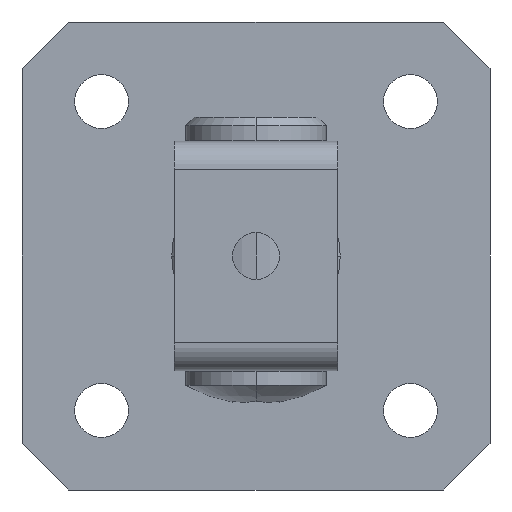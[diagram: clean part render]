
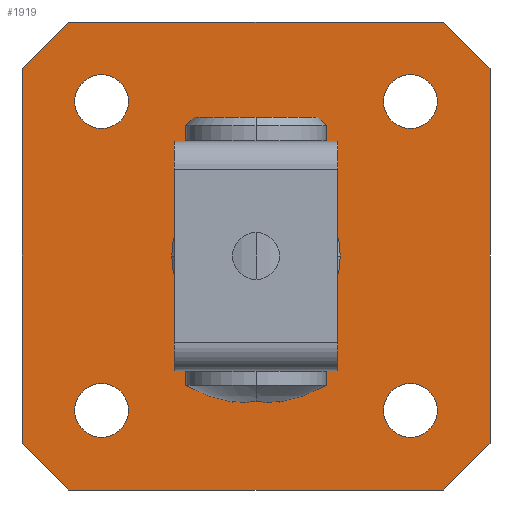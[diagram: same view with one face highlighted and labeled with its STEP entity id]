
A CAD part, left-side view. The second image highlights one B-rep face of the part: STEP entity #1919.
In plain terms, the highlighted planar face has unit normal (-1, 0, 0).
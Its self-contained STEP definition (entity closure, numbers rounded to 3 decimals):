
#1326=CARTESIAN_POINT('',(71.,0.,0.));
#1327=DIRECTION('',(-1.,0.,0.));
#1328=DIRECTION('',(0.,-1.,0.));
#1329=AXIS2_PLACEMENT_3D('',#1326,#1327,#1328);
#1331=CARTESIAN_POINT('',(71.,0.,0.));
#1332=DIRECTION('',(-1.,0.,0.));
#1333=DIRECTION('',(0.,1.,0.));
#1334=AXIS2_PLACEMENT_3D('',#1331,#1332,#1333);
#1336=CARTESIAN_POINT('',(71.,-33.,-33.));
#1337=DIRECTION('',(-1.,0.,0.));
#1338=DIRECTION('',(0.,-1.,0.));
#1339=AXIS2_PLACEMENT_3D('',#1336,#1337,#1338);
#1341=CARTESIAN_POINT('',(71.,-33.,-33.));
#1342=DIRECTION('',(-1.,0.,0.));
#1343=DIRECTION('',(0.,1.,0.));
#1344=AXIS2_PLACEMENT_3D('',#1341,#1342,#1343);
#1346=CARTESIAN_POINT('',(71.,-33.,33.));
#1347=DIRECTION('',(-1.,0.,0.));
#1348=DIRECTION('',(0.,0.,1.));
#1349=AXIS2_PLACEMENT_3D('',#1346,#1347,#1348);
#1351=CARTESIAN_POINT('',(71.,-33.,33.));
#1352=DIRECTION('',(-1.,0.,0.));
#1353=DIRECTION('',(0.,0.,-1.));
#1354=AXIS2_PLACEMENT_3D('',#1351,#1352,#1353);
#1356=CARTESIAN_POINT('',(71.,33.,33.));
#1357=DIRECTION('',(-1.,0.,0.));
#1358=DIRECTION('',(0.,1.,0.));
#1359=AXIS2_PLACEMENT_3D('',#1356,#1357,#1358);
#1361=CARTESIAN_POINT('',(71.,33.,33.));
#1362=DIRECTION('',(-1.,0.,0.));
#1363=DIRECTION('',(0.,-1.,0.));
#1364=AXIS2_PLACEMENT_3D('',#1361,#1362,#1363);
#1366=CARTESIAN_POINT('',(71.,33.,-33.));
#1367=DIRECTION('',(-1.,0.,0.));
#1368=DIRECTION('',(0.,0.,-1.));
#1369=AXIS2_PLACEMENT_3D('',#1366,#1367,#1368);
#1371=CARTESIAN_POINT('',(71.,33.,-33.));
#1372=DIRECTION('',(-1.,0.,0.));
#1373=DIRECTION('',(0.,0.,1.));
#1374=AXIS2_PLACEMENT_3D('',#1371,#1372,#1373);
#1376=DIRECTION('',(0.,-0.707,0.707));
#1377=VECTOR('',#1376,14.142);
#1378=CARTESIAN_POINT('',(71.,-40.,-50.));
#1379=LINE('',#1378,#1377);
#1380=DIRECTION('',(0.,1.,0.));
#1381=VECTOR('',#1380,80.);
#1382=CARTESIAN_POINT('',(71.,-40.,-50.));
#1383=LINE('',#1382,#1381);
#1384=DIRECTION('',(0.,-0.707,-0.707));
#1385=VECTOR('',#1384,14.142);
#1386=CARTESIAN_POINT('',(71.,50.,-40.));
#1387=LINE('',#1386,#1385);
#1388=DIRECTION('',(0.,0.,1.));
#1389=VECTOR('',#1388,80.);
#1390=CARTESIAN_POINT('',(71.,50.,-40.));
#1391=LINE('',#1390,#1389);
#1392=DIRECTION('',(0.,0.707,-0.707));
#1393=VECTOR('',#1392,14.142);
#1394=CARTESIAN_POINT('',(71.,40.,50.));
#1395=LINE('',#1394,#1393);
#1396=DIRECTION('',(0.,-1.,0.));
#1397=VECTOR('',#1396,80.);
#1398=CARTESIAN_POINT('',(71.,40.,50.));
#1399=LINE('',#1398,#1397);
#1400=DIRECTION('',(0.,0.707,0.707));
#1401=VECTOR('',#1400,14.142);
#1402=CARTESIAN_POINT('',(71.,-50.,40.));
#1403=LINE('',#1402,#1401);
#1404=DIRECTION('',(0.,0.,-1.));
#1405=VECTOR('',#1404,80.);
#1406=CARTESIAN_POINT('',(71.,-50.,40.));
#1407=LINE('',#1406,#1405);
#1568=CARTESIAN_POINT('',(71.,-18.,0.));
#1569=CARTESIAN_POINT('',(71.,18.,0.));
#1570=VERTEX_POINT('',#1568);
#1571=VERTEX_POINT('',#1569);
#1584=CARTESIAN_POINT('',(71.,-38.75,-33.));
#1585=CARTESIAN_POINT('',(71.,-27.25,-33.));
#1586=VERTEX_POINT('',#1584);
#1587=VERTEX_POINT('',#1585);
#1592=CARTESIAN_POINT('',(71.,-33.,38.75));
#1593=CARTESIAN_POINT('',(71.,-33.,27.25));
#1594=VERTEX_POINT('',#1592);
#1595=VERTEX_POINT('',#1593);
#1600=CARTESIAN_POINT('',(71.,38.75,33.));
#1601=CARTESIAN_POINT('',(71.,27.25,33.));
#1602=VERTEX_POINT('',#1600);
#1603=VERTEX_POINT('',#1601);
#1608=CARTESIAN_POINT('',(71.,33.,-38.75));
#1609=CARTESIAN_POINT('',(71.,33.,-27.25));
#1610=VERTEX_POINT('',#1608);
#1611=VERTEX_POINT('',#1609);
#1616=CARTESIAN_POINT('',(71.,-40.,-50.));
#1617=CARTESIAN_POINT('',(71.,-50.,-40.));
#1618=VERTEX_POINT('',#1616);
#1619=VERTEX_POINT('',#1617);
#1624=CARTESIAN_POINT('',(71.,50.,-40.));
#1625=CARTESIAN_POINT('',(71.,40.,-50.));
#1626=VERTEX_POINT('',#1624);
#1627=VERTEX_POINT('',#1625);
#1632=CARTESIAN_POINT('',(71.,-50.,40.));
#1633=CARTESIAN_POINT('',(71.,-40.,50.));
#1634=VERTEX_POINT('',#1632);
#1635=VERTEX_POINT('',#1633);
#1640=CARTESIAN_POINT('',(71.,40.,50.));
#1641=CARTESIAN_POINT('',(71.,50.,40.));
#1642=VERTEX_POINT('',#1640);
#1643=VERTEX_POINT('',#1641);
#1867=CARTESIAN_POINT('',(71.,0.,0.));
#1868=DIRECTION('',(1.,0.,0.));
#1869=DIRECTION('',(0.,-1.,0.));
#1870=AXIS2_PLACEMENT_3D('',#1867,#1868,#1869);
#1871=PLANE('',#1870);
#1873=ORIENTED_EDGE('',*,*,#1872,.F.);
#1875=ORIENTED_EDGE('',*,*,#1874,.T.);
#1877=ORIENTED_EDGE('',*,*,#1876,.F.);
#1879=ORIENTED_EDGE('',*,*,#1878,.T.);
#1881=ORIENTED_EDGE('',*,*,#1880,.F.);
#1883=ORIENTED_EDGE('',*,*,#1882,.T.);
#1885=ORIENTED_EDGE('',*,*,#1884,.F.);
#1887=ORIENTED_EDGE('',*,*,#1886,.T.);
#1888=EDGE_LOOP('',(#1873,#1875,#1877,#1879,#1881,#1883,#1885,#1887));
#1889=FACE_OUTER_BOUND('',#1888,.F.);
#1891=ORIENTED_EDGE('',*,*,#1890,.T.);
#1893=ORIENTED_EDGE('',*,*,#1892,.T.);
#1894=EDGE_LOOP('',(#1891,#1893));
#1895=FACE_BOUND('',#1894,.F.);
#1897=ORIENTED_EDGE('',*,*,#1896,.T.);
#1899=ORIENTED_EDGE('',*,*,#1898,.T.);
#1900=EDGE_LOOP('',(#1897,#1899));
#1901=FACE_BOUND('',#1900,.F.);
#1903=ORIENTED_EDGE('',*,*,#1902,.T.);
#1905=ORIENTED_EDGE('',*,*,#1904,.T.);
#1906=EDGE_LOOP('',(#1903,#1905));
#1907=FACE_BOUND('',#1906,.F.);
#1909=ORIENTED_EDGE('',*,*,#1908,.T.);
#1911=ORIENTED_EDGE('',*,*,#1910,.T.);
#1912=EDGE_LOOP('',(#1909,#1911));
#1913=FACE_BOUND('',#1912,.F.);
#1914=ORIENTED_EDGE('',*,*,#1857,.T.);
#1916=ORIENTED_EDGE('',*,*,#1915,.T.);
#1917=EDGE_LOOP('',(#1914,#1916));
#1918=FACE_BOUND('',#1917,.F.);
#1919=ADVANCED_FACE('',(#1889,#1895,#1901,#1907,#1913,#1918),#1871,.F.);
#1330=CIRCLE('',#1329,18.);
#1335=CIRCLE('',#1334,18.);
#1340=CIRCLE('',#1339,5.75);
#1345=CIRCLE('',#1344,5.75);
#1350=CIRCLE('',#1349,5.75);
#1355=CIRCLE('',#1354,5.75);
#1360=CIRCLE('',#1359,5.75);
#1365=CIRCLE('',#1364,5.75);
#1370=CIRCLE('',#1369,5.75);
#1375=CIRCLE('',#1374,5.75);
#1857=EDGE_CURVE('',#1570,#1571,#1330,.T.);
#1872=EDGE_CURVE('',#1618,#1619,#1379,.T.);
#1874=EDGE_CURVE('',#1618,#1627,#1383,.T.);
#1876=EDGE_CURVE('',#1626,#1627,#1387,.T.);
#1878=EDGE_CURVE('',#1626,#1643,#1391,.T.);
#1880=EDGE_CURVE('',#1642,#1643,#1395,.T.);
#1882=EDGE_CURVE('',#1642,#1635,#1399,.T.);
#1884=EDGE_CURVE('',#1634,#1635,#1403,.T.);
#1886=EDGE_CURVE('',#1634,#1619,#1407,.T.);
#1890=EDGE_CURVE('',#1586,#1587,#1340,.T.);
#1892=EDGE_CURVE('',#1587,#1586,#1345,.T.);
#1896=EDGE_CURVE('',#1594,#1595,#1350,.T.);
#1898=EDGE_CURVE('',#1595,#1594,#1355,.T.);
#1902=EDGE_CURVE('',#1602,#1603,#1360,.T.);
#1904=EDGE_CURVE('',#1603,#1602,#1365,.T.);
#1908=EDGE_CURVE('',#1610,#1611,#1370,.T.);
#1910=EDGE_CURVE('',#1611,#1610,#1375,.T.);
#1915=EDGE_CURVE('',#1571,#1570,#1335,.T.);
